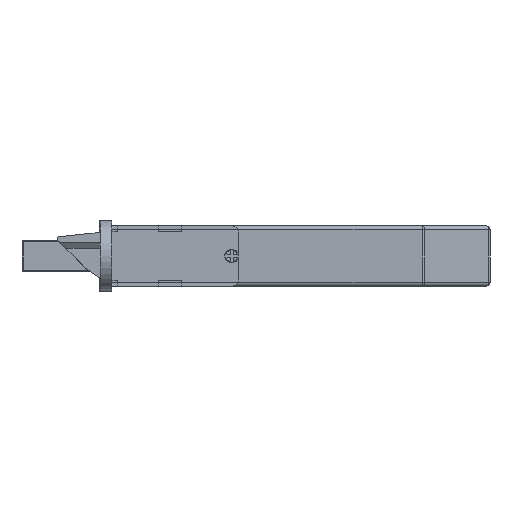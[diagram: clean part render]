
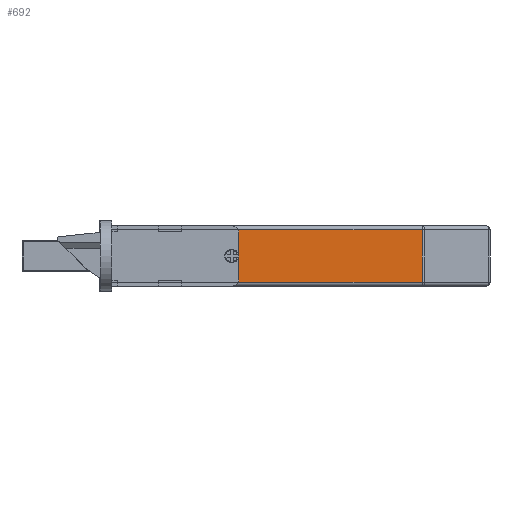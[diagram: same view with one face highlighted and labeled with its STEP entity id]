
A CAD part, front view. The second image highlights one B-rep face of the part: STEP entity #692.
In plain terms, the highlighted planar face has unit normal (0, -1, 0).
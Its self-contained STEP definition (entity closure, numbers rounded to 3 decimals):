
#11 = CARTESIAN_POINT ( 'NONE',  ( 14., -14.7, -0.75 ) ) ;
#32 = DIRECTION ( 'NONE',  ( 0., 0., -1. ) ) ;
#175 = VERTEX_POINT ( 'NONE', #5463 ) ;
#394 = DIRECTION ( 'NONE',  ( 0., -1., 0. ) ) ;
#692 = ADVANCED_FACE ( 'NONE', ( #6485, #891 ), #9678, .T. ) ;
#700 = VERTEX_POINT ( 'NONE', #6531 ) ;
#829 = VERTEX_POINT ( 'NONE', #9979 ) ;
#891 = FACE_OUTER_BOUND ( 'NONE', #7901, .T. ) ;
#979 = VERTEX_POINT ( 'NONE', #3182 ) ;
#1008 = ORIENTED_EDGE ( 'NONE', *, *, #9177, .T. ) ;
#1261 = AXIS2_PLACEMENT_3D ( 'NONE', #9857, #394, #5842 ) ;
#1424 = DIRECTION ( 'NONE',  ( 0., 0., 1. ) ) ;
#1454 = AXIS2_PLACEMENT_3D ( 'NONE', #9627, #9572, #2620 ) ;
#1675 = AXIS2_PLACEMENT_3D ( 'NONE', #7649, #8724, #32 ) ;
#1968 = VECTOR ( 'NONE', #10089, 1000. ) ;
#2107 = CIRCLE ( 'NONE', #1261, 1.75 ) ;
#2327 = LINE ( 'NONE', #6088, #6715 ) ;
#2406 = VERTEX_POINT ( 'NONE', #6281 ) ;
#2620 = DIRECTION ( 'NONE',  ( 1., 0., 0. ) ) ;
#2756 = LINE ( 'NONE', #3534, #8023 ) ;
#2801 = EDGE_CURVE ( 'NONE', #829, #979, #3811, .T. ) ;
#3013 = ORIENTED_EDGE ( 'NONE', *, *, #2801, .T. ) ;
#3182 = CARTESIAN_POINT ( 'NONE',  ( 93.586, -14.7, 12.75 ) ) ;
#3534 = CARTESIAN_POINT ( 'NONE',  ( 14., -14.7, 12.75 ) ) ;
#3616 = VECTOR ( 'NONE', #6841, 1000. ) ;
#3811 = LINE ( 'NONE', #9155, #1968 ) ;
#4009 = EDGE_CURVE ( 'NONE', #8361, #829, #7715, .T. ) ;
#4661 = ORIENTED_EDGE ( 'NONE', *, *, #6337, .F. ) ;
#5463 = CARTESIAN_POINT ( 'NONE',  ( 44.75, -14.7, 7.75 ) ) ;
#5842 = DIRECTION ( 'NONE',  ( 0., 0., -1. ) ) ;
#6088 = CARTESIAN_POINT ( 'NONE',  ( 14., -14.7, -1.75 ) ) ;
#6281 = CARTESIAN_POINT ( 'NONE',  ( 14., -14.7, 12.75 ) ) ;
#6337 = EDGE_CURVE ( 'NONE', #700, #175, #6792, .T. ) ;
#6410 = EDGE_LOOP ( 'NONE', ( #4661, #10065 ) ) ;
#6485 = FACE_BOUND ( 'NONE', #6410, .T. ) ;
#6531 = CARTESIAN_POINT ( 'NONE',  ( 44.75, -14.7, 4.25 ) ) ;
#6715 = VECTOR ( 'NONE', #1424, 1000. ) ;
#6717 = DIRECTION ( 'NONE',  ( -1., 0., 0. ) ) ;
#6792 = CIRCLE ( 'NONE', #1675, 1.75 ) ;
#6841 = DIRECTION ( 'NONE',  ( 1., 0., 0. ) ) ;
#7562 = CARTESIAN_POINT ( 'NONE',  ( 94., -14.7, -0.75 ) ) ;
#7649 = CARTESIAN_POINT ( 'NONE',  ( 44.75, -14.7, 6. ) ) ;
#7715 = LINE ( 'NONE', #7562, #3616 ) ;
#7901 = EDGE_LOOP ( 'NONE', ( #8062, #8262, #3013, #1008 ) ) ;
#8023 = VECTOR ( 'NONE', #6717, 1000. ) ;
#8062 = ORIENTED_EDGE ( 'NONE', *, *, #9742, .F. ) ;
#8262 = ORIENTED_EDGE ( 'NONE', *, *, #4009, .T. ) ;
#8361 = VERTEX_POINT ( 'NONE', #11 ) ;
#8724 = DIRECTION ( 'NONE',  ( 0., -1., 0. ) ) ;
#9155 = CARTESIAN_POINT ( 'NONE',  ( 93.586, -14.7, -1.75 ) ) ;
#9177 = EDGE_CURVE ( 'NONE', #979, #2406, #2756, .T. ) ;
#9572 = DIRECTION ( 'NONE',  ( 0., -1., 0. ) ) ;
#9607 = EDGE_CURVE ( 'NONE', #175, #700, #2107, .T. ) ;
#9627 = CARTESIAN_POINT ( 'NONE',  ( 14., -14.7, -1.75 ) ) ;
#9678 = PLANE ( 'NONE',  #1454 ) ;
#9742 = EDGE_CURVE ( 'NONE', #8361, #2406, #2327, .T. ) ;
#9857 = CARTESIAN_POINT ( 'NONE',  ( 44.75, -14.7, 6. ) ) ;
#9979 = CARTESIAN_POINT ( 'NONE',  ( 93.586, -14.7, -0.75 ) ) ;
#10065 = ORIENTED_EDGE ( 'NONE', *, *, #9607, .F. ) ;
#10089 = DIRECTION ( 'NONE',  ( 0., 0., 1. ) ) ;
